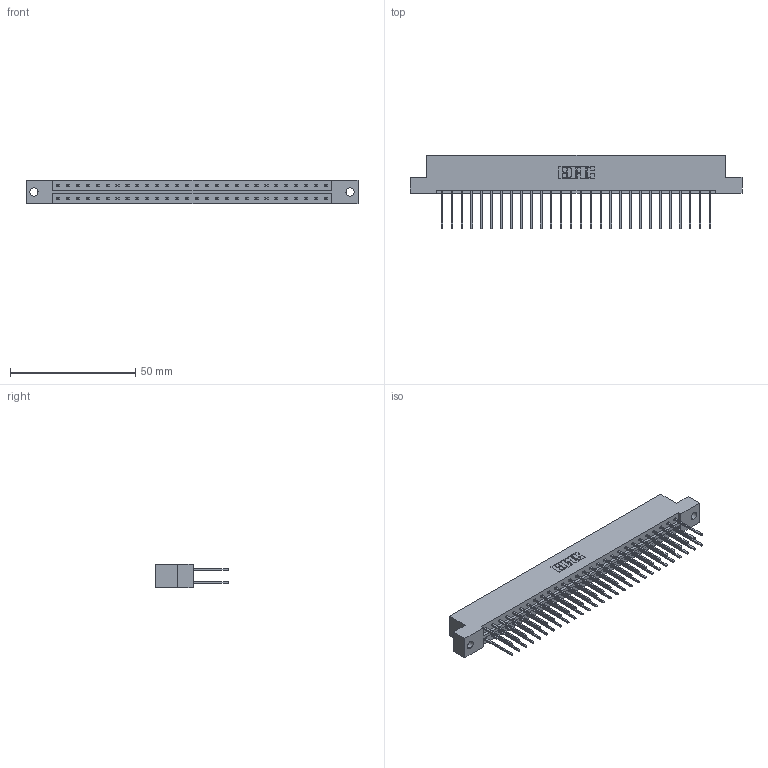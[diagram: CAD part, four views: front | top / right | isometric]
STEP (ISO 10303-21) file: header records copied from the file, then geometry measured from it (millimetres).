
FILE_DESCRIPTION (( 'STEP AP203' ), '1' );
FILE_NAME ('333-056-540-202.STEP', '2018-08-04T04:48:51', ( '' ), ( '' ), 'SwSTEP 2.0', 'SolidWorks 2016', '' );
FILE_SCHEMA (( 'CONFIG_CONTROL_DESIGN' ));
Length unit declared in the file: inch
Products named in the file (3): 333 Part_Flush - .128 Dia; 345-292-001_345-293-140; 333-056-540-202
Assembly tree (57 placements, depth 2):
  333-056-540-202
    333 Part_Flush - .128 Dia
    345-292-001_345-293-140  x56
Bounding box: 132.49 x 29.47 x 9.4 mm (x, y, z)
Volume: 13570.8 mm3; surface area: 16662.5 mm2
Topology: 57 solids, 57 shells, 3026 faces, 8991 edges, 5918 vertices
Faces by surface type: plane 2086, cylinder 940
Entity records: 19845 total; most frequent: CARTESIAN_POINT 3306, ORIENTED_EDGE 3242, DIRECTION 2849, EDGE_CURVE 1621, VECTOR 1493, LINE 1493, VERTEX_POINT 1078, AXIS2_PLACEMENT_3D 678
